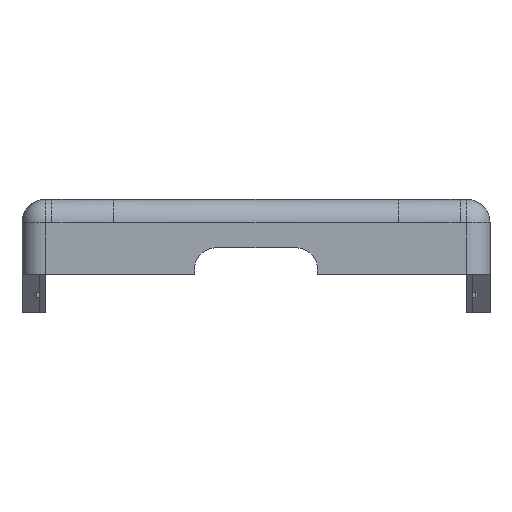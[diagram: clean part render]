
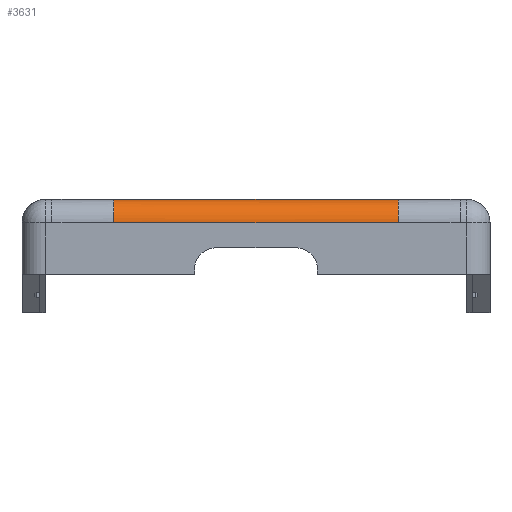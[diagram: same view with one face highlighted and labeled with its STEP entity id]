
A CAD part, front view. The second image highlights one B-rep face of the part: STEP entity #3631.
In plain terms, the highlighted cylindrical face has radius 2 mm (diameter 4 mm), a partial arc.
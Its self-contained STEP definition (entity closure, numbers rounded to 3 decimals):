
#905 = PLANE('',#906);
#906 = AXIS2_PLACEMENT_3D('',#907,#908,#909);
#907 = CARTESIAN_POINT('',(0.,-60.75,-5.523));
#908 = DIRECTION('',(-0.,-1.,-0.));
#909 = DIRECTION('',(0.,0.,-1.));
#1842 = VERTEX_POINT('',#1843);
#1843 = CARTESIAN_POINT('',(12.15,-60.75,10.));
#1855 = ( BOUNDED_SURFACE() B_SPLINE_SURFACE(2,1,(
    (#1856,#1857)
    ,(#1858,#1859)
    ,(#1860,#1861
)),.UNSPECIFIED.,.F.,.F.,.F.) B_SPLINE_SURFACE_WITH_KNOTS((3,3),(2,2),(
    0.,5.299),(32.15,37.45),
.PIECEWISE_BEZIER_KNOTS.) GEOMETRIC_REPRESENTATION_ITEM() 
RATIONAL_B_SPLINE_SURFACE((
    (1.,1.)
    ,(0.707,0.707)
,(1.,1.))) REPRESENTATION_ITEM('') SURFACE() );
#1856 = CARTESIAN_POINT('',(12.15,-58.75,12.));
#1857 = CARTESIAN_POINT('',(17.45,-58.75,12.));
#1858 = CARTESIAN_POINT('',(12.15,-60.75,12.));
#1859 = CARTESIAN_POINT('',(17.45,-60.75,12.));
#1860 = CARTESIAN_POINT('',(12.15,-60.75,10.));
#1861 = CARTESIAN_POINT('',(17.45,-60.75,10.));
#1869 = EDGE_CURVE('',#1870,#1842,#1872,.T.);
#1870 = VERTEX_POINT('',#1871);
#1871 = CARTESIAN_POINT('',(-12.15,-60.75,10.));
#1872 = SURFACE_CURVE('',#1873,(#1877,#1884),.PCURVE_S1.);
#1873 = LINE('',#1874,#1875);
#1874 = CARTESIAN_POINT('',(-20.,-60.75,10.));
#1875 = VECTOR('',#1876,1.);
#1876 = DIRECTION('',(1.,0.,0.));
#1877 = PCURVE('',#905,#1878);
#1878 = DEFINITIONAL_REPRESENTATION('',(#1879),#1883);
#1879 = LINE('',#1880,#1881);
#1880 = CARTESIAN_POINT('',(-15.523,-20.));
#1881 = VECTOR('',#1882,1.);
#1882 = DIRECTION('',(0.,1.));
#1883 = ( GEOMETRIC_REPRESENTATION_CONTEXT(2) 
PARAMETRIC_REPRESENTATION_CONTEXT() REPRESENTATION_CONTEXT('2D SPACE',''
  ) );
#1884 = PCURVE('',#1885,#1890);
#1885 = CYLINDRICAL_SURFACE('',#1886,2.);
#1886 = AXIS2_PLACEMENT_3D('',#1887,#1888,#1889);
#1887 = CARTESIAN_POINT('',(-20.,-58.75,10.));
#1888 = DIRECTION('',(1.,0.,0.));
#1889 = DIRECTION('',(0.,0.,1.));
#1890 = DEFINITIONAL_REPRESENTATION('',(#1891),#1895);
#1891 = LINE('',#1892,#1893);
#1892 = CARTESIAN_POINT('',(1.571,0.));
#1893 = VECTOR('',#1894,1.);
#1894 = DIRECTION('',(0.,1.));
#1895 = ( GEOMETRIC_REPRESENTATION_CONTEXT(2) 
PARAMETRIC_REPRESENTATION_CONTEXT() REPRESENTATION_CONTEXT('2D SPACE',''
  ) );
#1909 = ( BOUNDED_SURFACE() B_SPLINE_SURFACE(2,1,(
    (#1910,#1911)
    ,(#1912,#1913)
    ,(#1914,#1915
)),.UNSPECIFIED.,.F.,.F.,.F.) B_SPLINE_SURFACE_WITH_KNOTS((3,3),(2,2),(
    0.,5.299),(2.55,7.85),
.PIECEWISE_BEZIER_KNOTS.) GEOMETRIC_REPRESENTATION_ITEM() 
RATIONAL_B_SPLINE_SURFACE((
    (1.,1.)
    ,(0.707,0.707)
,(1.,1.))) REPRESENTATION_ITEM('') SURFACE() );
#1910 = CARTESIAN_POINT('',(-17.45,-58.75,12.));
#1911 = CARTESIAN_POINT('',(-12.15,-58.75,12.));
#1912 = CARTESIAN_POINT('',(-17.45,-60.75,12.));
#1913 = CARTESIAN_POINT('',(-12.15,-60.75,12.));
#1914 = CARTESIAN_POINT('',(-17.45,-60.75,10.));
#1915 = CARTESIAN_POINT('',(-12.15,-60.75,10.));
#3248 = PLANE('',#3249);
#3249 = AXIS2_PLACEMENT_3D('',#3250,#3251,#3252);
#3250 = CARTESIAN_POINT('',(0.,0.,12.));
#3251 = DIRECTION('',(0.,0.,1.));
#3252 = DIRECTION('',(1.,0.,0.));
#3578 = EDGE_CURVE('',#3579,#1870,#3581,.T.);
#3579 = VERTEX_POINT('',#3580);
#3580 = CARTESIAN_POINT('',(-12.15,-58.75,12.));
#3581 = SURFACE_CURVE('',#3582,(#3586,#3593),.PCURVE_S1.);
#3582 = ( BOUNDED_CURVE() B_SPLINE_CURVE(2,(#3583,#3584,#3585),
.UNSPECIFIED.,.F.,.F.) B_SPLINE_CURVE_WITH_KNOTS((3,3),(0.,
5.299),.PIECEWISE_BEZIER_KNOTS.) CURVE() 
GEOMETRIC_REPRESENTATION_ITEM() RATIONAL_B_SPLINE_CURVE((1.,
0.707,1.)) REPRESENTATION_ITEM('') );
#3583 = CARTESIAN_POINT('',(-12.15,-58.75,12.));
#3584 = CARTESIAN_POINT('',(-12.15,-60.75,12.));
#3585 = CARTESIAN_POINT('',(-12.15,-60.75,10.));
#3586 = PCURVE('',#1909,#3587);
#3587 = DEFINITIONAL_REPRESENTATION('',(#3588),#3592);
#3588 = LINE('',#3589,#3590);
#3589 = CARTESIAN_POINT('',(0.,7.85));
#3590 = VECTOR('',#3591,1.);
#3591 = DIRECTION('',(1.,0.));
#3592 = ( GEOMETRIC_REPRESENTATION_CONTEXT(2) 
PARAMETRIC_REPRESENTATION_CONTEXT() REPRESENTATION_CONTEXT('2D SPACE',''
  ) );
#3593 = PCURVE('',#1885,#3594);
#3594 = DEFINITIONAL_REPRESENTATION('',(#3595),#3606);
#3595 = B_SPLINE_CURVE_WITH_KNOTS('',9,(#3596,#3597,#3598,#3599,#3600,
    #3601,#3602,#3603,#3604,#3605),.UNSPECIFIED.,.F.,.F.,(10,10),(0.,
    5.299),.PIECEWISE_BEZIER_KNOTS.);
#3596 = CARTESIAN_POINT('',(0.,7.85));
#3597 = CARTESIAN_POINT('',(0.157,7.85));
#3598 = CARTESIAN_POINT('',(0.326,7.85));
#3599 = CARTESIAN_POINT('',(0.505,7.85));
#3600 = CARTESIAN_POINT('',(0.691,7.85));
#3601 = CARTESIAN_POINT('',(0.88,7.85));
#3602 = CARTESIAN_POINT('',(1.066,7.85));
#3603 = CARTESIAN_POINT('',(1.245,7.85));
#3604 = CARTESIAN_POINT('',(1.414,7.85));
#3605 = CARTESIAN_POINT('',(1.571,7.85));
#3606 = ( GEOMETRIC_REPRESENTATION_CONTEXT(2) 
PARAMETRIC_REPRESENTATION_CONTEXT() REPRESENTATION_CONTEXT('2D SPACE',''
  ) );
#3631 = ADVANCED_FACE('',(#3632),#1885,.T.);
#3632 = FACE_BOUND('',#3633,.T.);
#3633 = EDGE_LOOP('',(#3634,#3635,#3636,#3667));
#3634 = ORIENTED_EDGE('',*,*,#3578,.T.);
#3635 = ORIENTED_EDGE('',*,*,#1869,.T.);
#3636 = ORIENTED_EDGE('',*,*,#3637,.F.);
#3637 = EDGE_CURVE('',#3638,#1842,#3640,.T.);
#3638 = VERTEX_POINT('',#3639);
#3639 = CARTESIAN_POINT('',(12.15,-58.75,12.));
#3640 = SURFACE_CURVE('',#3641,(#3646,#3653),.PCURVE_S1.);
#3641 = CIRCLE('',#3642,2.);
#3642 = AXIS2_PLACEMENT_3D('',#3643,#3644,#3645);
#3643 = CARTESIAN_POINT('',(12.15,-58.75,10.));
#3644 = DIRECTION('',(1.,0.,-0.));
#3645 = DIRECTION('',(0.,0.,1.));
#3646 = PCURVE('',#1885,#3647);
#3647 = DEFINITIONAL_REPRESENTATION('',(#3648),#3652);
#3648 = LINE('',#3649,#3650);
#3649 = CARTESIAN_POINT('',(0.,32.15));
#3650 = VECTOR('',#3651,1.);
#3651 = DIRECTION('',(1.,0.));
#3652 = ( GEOMETRIC_REPRESENTATION_CONTEXT(2) 
PARAMETRIC_REPRESENTATION_CONTEXT() REPRESENTATION_CONTEXT('2D SPACE',''
  ) );
#3653 = PCURVE('',#1855,#3654);
#3654 = DEFINITIONAL_REPRESENTATION('',(#3655),#3666);
#3655 = B_SPLINE_CURVE_WITH_KNOTS('',9,(#3656,#3657,#3658,#3659,#3660,
    #3661,#3662,#3663,#3664,#3665),.UNSPECIFIED.,.F.,.F.,(10,10),(0.,
    1.571),.PIECEWISE_BEZIER_KNOTS.);
#3656 = CARTESIAN_POINT('',(0.,32.15));
#3657 = CARTESIAN_POINT('',(0.654,32.15));
#3658 = CARTESIAN_POINT('',(1.255,32.15));
#3659 = CARTESIAN_POINT('',(1.824,32.15));
#3660 = CARTESIAN_POINT('',(2.376,32.15));
#3661 = CARTESIAN_POINT('',(2.923,32.15));
#3662 = CARTESIAN_POINT('',(3.475,32.15));
#3663 = CARTESIAN_POINT('',(4.044,32.15));
#3664 = CARTESIAN_POINT('',(4.645,32.15));
#3665 = CARTESIAN_POINT('',(5.299,32.15));
#3666 = ( GEOMETRIC_REPRESENTATION_CONTEXT(2) 
PARAMETRIC_REPRESENTATION_CONTEXT() REPRESENTATION_CONTEXT('2D SPACE',''
  ) );
#3667 = ORIENTED_EDGE('',*,*,#3668,.F.);
#3668 = EDGE_CURVE('',#3579,#3638,#3669,.T.);
#3669 = SURFACE_CURVE('',#3670,(#3674,#3681),.PCURVE_S1.);
#3670 = LINE('',#3671,#3672);
#3671 = CARTESIAN_POINT('',(-20.,-58.75,12.));
#3672 = VECTOR('',#3673,1.);
#3673 = DIRECTION('',(1.,0.,0.));
#3674 = PCURVE('',#1885,#3675);
#3675 = DEFINITIONAL_REPRESENTATION('',(#3676),#3680);
#3676 = LINE('',#3677,#3678);
#3677 = CARTESIAN_POINT('',(0.,0.));
#3678 = VECTOR('',#3679,1.);
#3679 = DIRECTION('',(0.,1.));
#3680 = ( GEOMETRIC_REPRESENTATION_CONTEXT(2) 
PARAMETRIC_REPRESENTATION_CONTEXT() REPRESENTATION_CONTEXT('2D SPACE',''
  ) );
#3681 = PCURVE('',#3248,#3682);
#3682 = DEFINITIONAL_REPRESENTATION('',(#3683),#3687);
#3683 = LINE('',#3684,#3685);
#3684 = CARTESIAN_POINT('',(-20.,-58.75));
#3685 = VECTOR('',#3686,1.);
#3686 = DIRECTION('',(1.,0.));
#3687 = ( GEOMETRIC_REPRESENTATION_CONTEXT(2) 
PARAMETRIC_REPRESENTATION_CONTEXT() REPRESENTATION_CONTEXT('2D SPACE',''
  ) );
